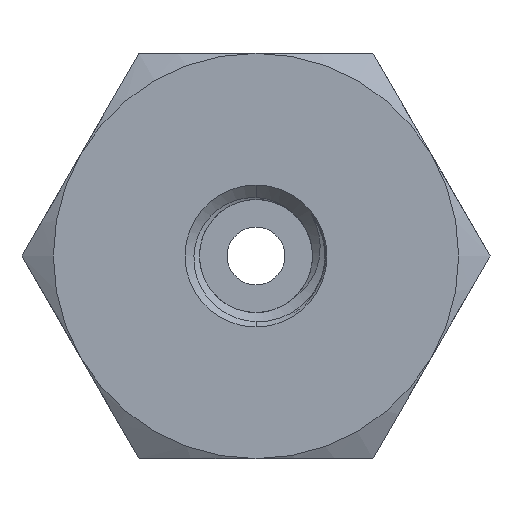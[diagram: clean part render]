
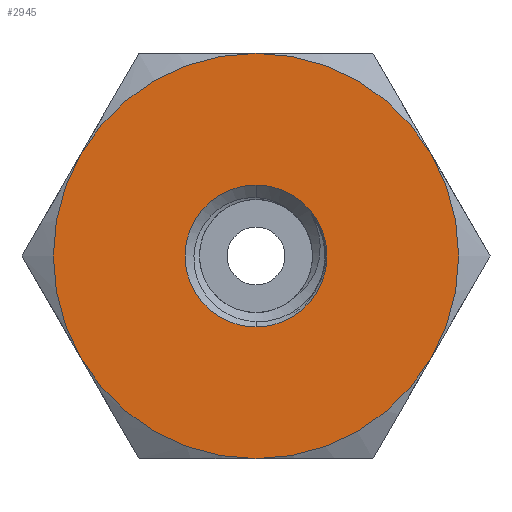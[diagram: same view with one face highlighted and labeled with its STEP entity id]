
A CAD part, front view. The second image highlights one B-rep face of the part: STEP entity #2945.
In plain terms, the highlighted planar face has unit normal (0, -1, 0).
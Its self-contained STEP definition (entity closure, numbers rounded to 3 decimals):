
#95 = CIRCLE ( 'NONE', #19987, 7. ) ;
#156 = EDGE_CURVE ( 'NONE', #2212, #24642, #15945, .T. ) ;
#786 = ORIENTED_EDGE ( 'NONE', *, *, #156, .T. ) ;
#928 = ORIENTED_EDGE ( 'NONE', *, *, #2523, .F. ) ;
#1447 = CARTESIAN_POINT ( 'NONE',  ( 6.062, -11.22, 3.5 ) ) ;
#1718 = VERTEX_POINT ( 'NONE', #23211 ) ;
#1808 = DIRECTION ( 'NONE',  ( 0., 1., 0. ) ) ;
#2212 = VERTEX_POINT ( 'NONE', #19575 ) ;
#2239 = ORIENTED_EDGE ( 'NONE', *, *, #2477, .T. ) ;
#2358 = EDGE_CURVE ( 'NONE', #1718, #9671, #15114, .T. ) ;
#2360 = EDGE_CURVE ( 'NONE', #15247, #1718, #95, .T. ) ;
#2395 = EDGE_CURVE ( 'NONE', #22895, #15247, #17201, .T. ) ;
#2477 = EDGE_CURVE ( 'NONE', #22895, #15880, #5248, .T. ) ;
#2523 = EDGE_CURVE ( 'NONE', #15928, #15880, #24994, .T. ) ;
#2528 = EDGE_CURVE ( 'NONE', #9671, #15928, #19878, .T. ) ;
#2564 = EDGE_CURVE ( 'NONE', #24642, #2212, #15685, .T. ) ;
#2697 = AXIS2_PLACEMENT_3D ( 'NONE', #20474, #9130, #22390 ) ;
#2945 = ADVANCED_FACE ( 'NONE', ( #14210, #19271 ), #17251, .F. ) ;
#3694 = CARTESIAN_POINT ( 'NONE',  ( 0., -11.22, 2.452 ) ) ;
#3705 = ORIENTED_EDGE ( 'NONE', *, *, #2564, .T. ) ;
#3948 = CARTESIAN_POINT ( 'NONE',  ( 0., -11.22, 0. ) ) ;
#5037 = CARTESIAN_POINT ( 'NONE',  ( 0., -11.22, 0. ) ) ;
#5248 = CIRCLE ( 'NONE', #15668, 7. ) ;
#5730 = CARTESIAN_POINT ( 'NONE',  ( 0., -11.22, 0. ) ) ;
#5988 = DIRECTION ( 'NONE',  ( 0., 0., 1. ) ) ;
#7054 = DIRECTION ( 'NONE',  ( 0., 0., 1. ) ) ;
#7615 = AXIS2_PLACEMENT_3D ( 'NONE', #3948, #17386, #5988 ) ;
#7627 = DIRECTION ( 'NONE',  ( 0., -1., 0. ) ) ;
#7704 = DIRECTION ( 'NONE',  ( 0., 0., 1. ) ) ;
#8354 = EDGE_LOOP ( 'NONE', ( #21580, #23310, #14343, #8677, #2239, #928 ) ) ;
#8677 = ORIENTED_EDGE ( 'NONE', *, *, #2395, .F. ) ;
#9130 = DIRECTION ( 'NONE',  ( 0., 1., 0. ) ) ;
#9326 = CARTESIAN_POINT ( 'NONE',  ( 0., -11.22, 7. ) ) ;
#9671 = VERTEX_POINT ( 'NONE', #9326 ) ;
#10906 = DIRECTION ( 'NONE',  ( 0., 1., 0. ) ) ;
#11540 = DIRECTION ( 'NONE',  ( 0., 1., 0. ) ) ;
#13139 = CARTESIAN_POINT ( 'NONE',  ( -6.062, -11.22, -3.5 ) ) ;
#13360 = EDGE_LOOP ( 'NONE', ( #786, #3705 ) ) ;
#13526 = CARTESIAN_POINT ( 'NONE',  ( 0., -11.22, 0. ) ) ;
#14210 = FACE_BOUND ( 'NONE', #13360, .T. ) ;
#14343 = ORIENTED_EDGE ( 'NONE', *, *, #2360, .F. ) ;
#14686 = CARTESIAN_POINT ( 'NONE',  ( 6.062, -11.22, -3.5 ) ) ;
#15114 = CIRCLE ( 'NONE', #16142, 7. ) ;
#15247 = VERTEX_POINT ( 'NONE', #13139 ) ;
#15410 = DIRECTION ( 'NONE',  ( 0., 0., 1. ) ) ;
#15668 = AXIS2_PLACEMENT_3D ( 'NONE', #18971, #7627, #20890 ) ;
#15685 = CIRCLE ( 'NONE', #7615, 2.452 ) ;
#15880 = VERTEX_POINT ( 'NONE', #14686 ) ;
#15928 = VERTEX_POINT ( 'NONE', #1447 ) ;
#15945 = CIRCLE ( 'NONE', #23293, 2.452 ) ;
#16142 = AXIS2_PLACEMENT_3D ( 'NONE', #5037, #18410, #7054 ) ;
#16942 = AXIS2_PLACEMENT_3D ( 'NONE', #5730, #19050, #7704 ) ;
#17201 = CIRCLE ( 'NONE', #2697, 7. ) ;
#17251 = PLANE ( 'NONE',  #18575 ) ;
#17386 = DIRECTION ( 'NONE',  ( 0., 1., 0. ) ) ;
#18253 = AXIS2_PLACEMENT_3D ( 'NONE', #22892, #11540, #24838 ) ;
#18410 = DIRECTION ( 'NONE',  ( 0., 1., 0. ) ) ;
#18575 = AXIS2_PLACEMENT_3D ( 'NONE', #13526, #1808, #15410 ) ;
#18618 = CARTESIAN_POINT ( 'NONE',  ( 0., -11.22, 0. ) ) ;
#18676 = DIRECTION ( 'NONE',  ( 0., 1., 0. ) ) ;
#18701 = DIRECTION ( 'NONE',  ( 0., 0., 1. ) ) ;
#18971 = CARTESIAN_POINT ( 'NONE',  ( 0., -11.22, 0. ) ) ;
#19050 = DIRECTION ( 'NONE',  ( 0., 1., 0. ) ) ;
#19271 = FACE_OUTER_BOUND ( 'NONE', #8354, .T. ) ;
#19575 = CARTESIAN_POINT ( 'NONE',  ( 0., -11.22, -2.452 ) ) ;
#19878 = CIRCLE ( 'NONE', #18253, 7. ) ;
#19987 = AXIS2_PLACEMENT_3D ( 'NONE', #22227, #10906, #24194 ) ;
#20474 = CARTESIAN_POINT ( 'NONE',  ( 0., -11.22, 0. ) ) ;
#20890 = DIRECTION ( 'NONE',  ( 0., 0., -1. ) ) ;
#21580 = ORIENTED_EDGE ( 'NONE', *, *, #2528, .F. ) ;
#22227 = CARTESIAN_POINT ( 'NONE',  ( 0., -11.22, 0. ) ) ;
#22390 = DIRECTION ( 'NONE',  ( 0., 0., 1. ) ) ;
#22892 = CARTESIAN_POINT ( 'NONE',  ( 0., -11.22, 0. ) ) ;
#22895 = VERTEX_POINT ( 'NONE', #23766 ) ;
#23211 = CARTESIAN_POINT ( 'NONE',  ( -6.062, -11.22, 3.5 ) ) ;
#23293 = AXIS2_PLACEMENT_3D ( 'NONE', #18618, #18676, #18701 ) ;
#23310 = ORIENTED_EDGE ( 'NONE', *, *, #2358, .F. ) ;
#23766 = CARTESIAN_POINT ( 'NONE',  ( 0., -11.22, -7. ) ) ;
#24194 = DIRECTION ( 'NONE',  ( 0., 0., 1. ) ) ;
#24642 = VERTEX_POINT ( 'NONE', #3694 ) ;
#24838 = DIRECTION ( 'NONE',  ( 0., 0., 1. ) ) ;
#24994 = CIRCLE ( 'NONE', #16942, 7. ) ;
